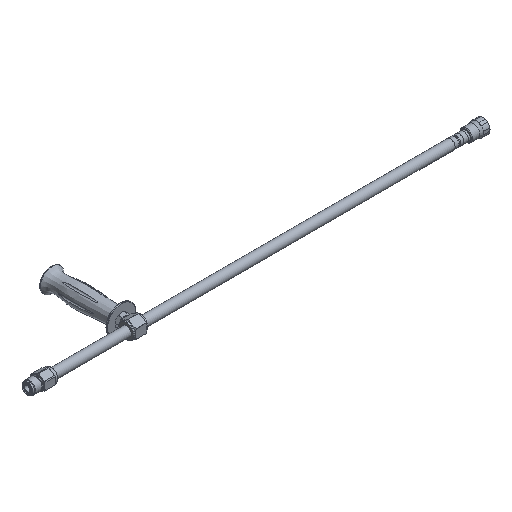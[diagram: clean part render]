
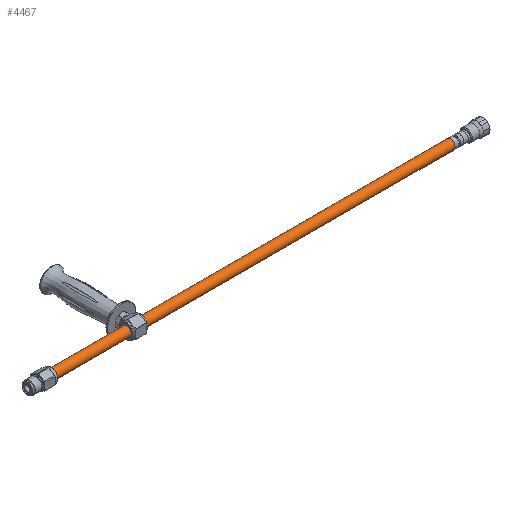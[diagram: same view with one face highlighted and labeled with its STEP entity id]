
A CAD part, isometric view. The second image highlights one B-rep face of the part: STEP entity #4467.
In plain terms, the highlighted cylindrical face has radius 8 mm (diameter 16 mm), a full revolution.
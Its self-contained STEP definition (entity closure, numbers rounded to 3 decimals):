
#554=LINE('',#9714,#718);
#555=LINE('',#9715,#719);
#718=VECTOR('',#7299,1000.);
#719=VECTOR('',#7300,1000.);
#787=CYLINDRICAL_SURFACE('',#6466,8.);
#1528=ORIENTED_EDGE('',*,*,#2444,.F.);
#1529=ORIENTED_EDGE('',*,*,#2442,.T.);
#1530=ORIENTED_EDGE('',*,*,#2445,.F.);
#1531=ORIENTED_EDGE('',*,*,#2440,.T.);
#1532=ORIENTED_EDGE('',*,*,#2439,.F.);
#1533=ORIENTED_EDGE('',*,*,#2467,.T.);
#2439=EDGE_CURVE('',#2987,#2987,#3319,.T.);
#2440=EDGE_CURVE('',#2988,#2989,#3320,.F.);
#2442=EDGE_CURVE('',#2990,#2991,#3322,.F.);
#2444=EDGE_CURVE('',#2990,#2989,#554,.T.);
#2445=EDGE_CURVE('',#2988,#2991,#555,.F.);
#2467=EDGE_CURVE('',#3004,#3004,#3324,.F.);
#2987=VERTEX_POINT('',#9702);
#2988=VERTEX_POINT('',#9705);
#2989=VERTEX_POINT('',#9706);
#2990=VERTEX_POINT('',#9710);
#2991=VERTEX_POINT('',#9711);
#3004=VERTEX_POINT('',#10804);
#3319=CIRCLE('',#6455,8.);
#3320=CIRCLE('',#6457,8.);
#3322=CIRCLE('',#6460,8.);
#3324=CIRCLE('',#6467,8.);
#3594=EDGE_LOOP('',(#1528,#1529,#1530,#1531));
#3595=EDGE_LOOP('',(#1532));
#3596=EDGE_LOOP('',(#1533));
#3999=FACE_BOUND('',#3594,.T.);
#4000=FACE_BOUND('',#3595,.T.);
#4001=FACE_BOUND('',#3596,.T.);
#4467=ADVANCED_FACE('',(#3999,#4000,#4001),#787,.T.);
#6455=AXIS2_PLACEMENT_3D('',#9701,#7283,#7284);
#6457=AXIS2_PLACEMENT_3D('',#9704,#7287,#7288);
#6460=AXIS2_PLACEMENT_3D('',#9709,#7293,#7294);
#6466=AXIS2_PLACEMENT_3D('',#10802,#7307,#7308);
#6467=AXIS2_PLACEMENT_3D('',#10803,#7309,#7310);
#7283=DIRECTION('',(-1.,0.,0.));
#7284=DIRECTION('',(0.,0.,-1.));
#7287=DIRECTION('',(1.,0.,0.));
#7288=DIRECTION('',(0.,0.,-1.));
#7293=DIRECTION('',(-1.,0.,0.));
#7294=DIRECTION('',(0.,0.,1.));
#7299=DIRECTION('',(-1.,0.,0.));
#7300=DIRECTION('',(-1.,0.,0.));
#7307=DIRECTION('',(1.,0.,0.));
#7308=DIRECTION('',(0.,0.,-1.));
#7309=DIRECTION('',(1.,0.,0.));
#7310=DIRECTION('',(0.,0.,-1.));
#9701=CARTESIAN_POINT('',(22.5,0.,0.));
#9702=CARTESIAN_POINT('',(22.5,0.,-8.));
#9704=CARTESIAN_POINT('',(150.,0.,0.));
#9705=CARTESIAN_POINT('',(150.,-0.711,-7.968));
#9706=CARTESIAN_POINT('',(150.,-0.711,7.968));
#9709=CARTESIAN_POINT('',(175.,0.,0.));
#9710=CARTESIAN_POINT('',(175.,-0.711,7.968));
#9711=CARTESIAN_POINT('',(175.,-0.711,-7.968));
#9714=CARTESIAN_POINT('',(162.5,-0.711,7.968));
#9715=CARTESIAN_POINT('',(162.5,-0.711,-7.968));
#10802=CARTESIAN_POINT('',(780.,0.,0.));
#10803=CARTESIAN_POINT('',(705.,0.,0.));
#10804=CARTESIAN_POINT('',(705.,0.,-8.));
